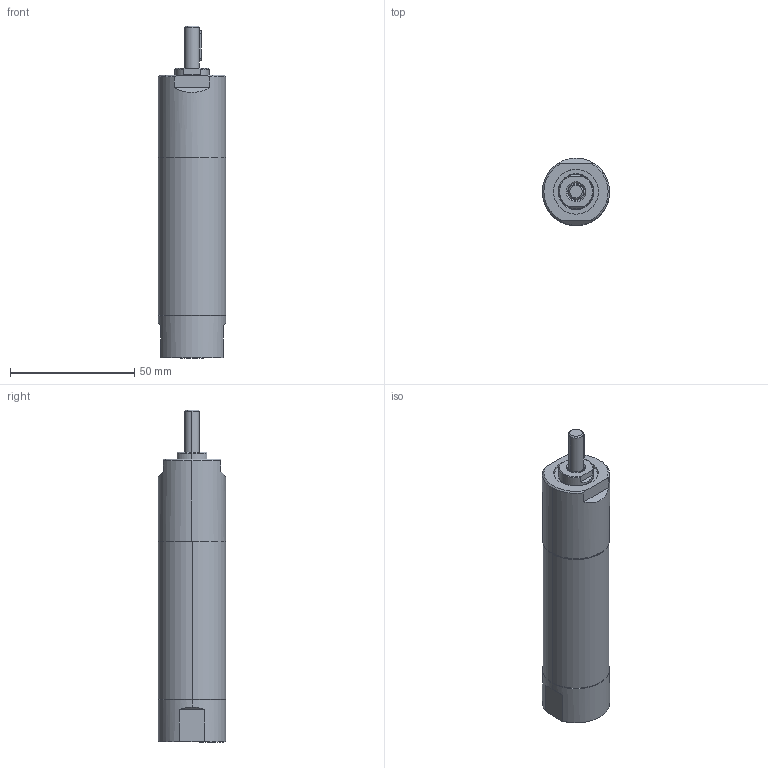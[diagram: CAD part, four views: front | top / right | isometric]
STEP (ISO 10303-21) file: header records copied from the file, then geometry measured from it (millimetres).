
FILE_DESCRIPTION((''),'2;1');
FILE_NAME('LZB14_RL_A_1_11_ASM','2015-10-07T',('Toodeo'),(''),'CREO PARAMETRIC BY PTC INC, 2015080','CREO PARAMETRIC BY PTC INC, 2015080','');
FILE_SCHEMA(('CONFIG_CONTROL_DESIGN','GEOMETRIC_VALIDATION_PROPERTIES_MIM'));
Length unit declared in the file: millimetre
Products named in the file (10): 4430087600; 4430087300; 4430087380_ASM; 4430087400; 4430091900; 0666810037; 4430091980_SPEC_ASM; 4430087500; 0337000939; LZB14_RL_A_1_11_ASM
Assembly tree (9 placements, depth 4):
  LZB14_RL_A_1_11_ASM
    4430087600
    4430091980_SPEC_ASM
      4430087380_ASM
        4430087300
      4430087400
      4430091900
      0666810037
    4430087500
    0337000939
Bounding box: 27 x 27 x 133.4 mm (x, y, z)
Volume: 30396 mm3; surface area: 28776.7 mm2
Topology: 7 solids, 13 shells, 311 faces, 750 edges, 469 vertices
Faces by surface type: cylinder 109, plane 106, cone 80, torus 16
Entity records: 12210 total; most frequent: CARTESIAN_POINT 1751, DIRECTION 1741, ORIENTED_EDGE 1452, PRESENTATION_STYLE_ASSIGNMENT 753, STYLED_ITEM 753, CURVE_STYLE 740, EDGE_CURVE 740, AXIS2_PLACEMENT_3D 691
